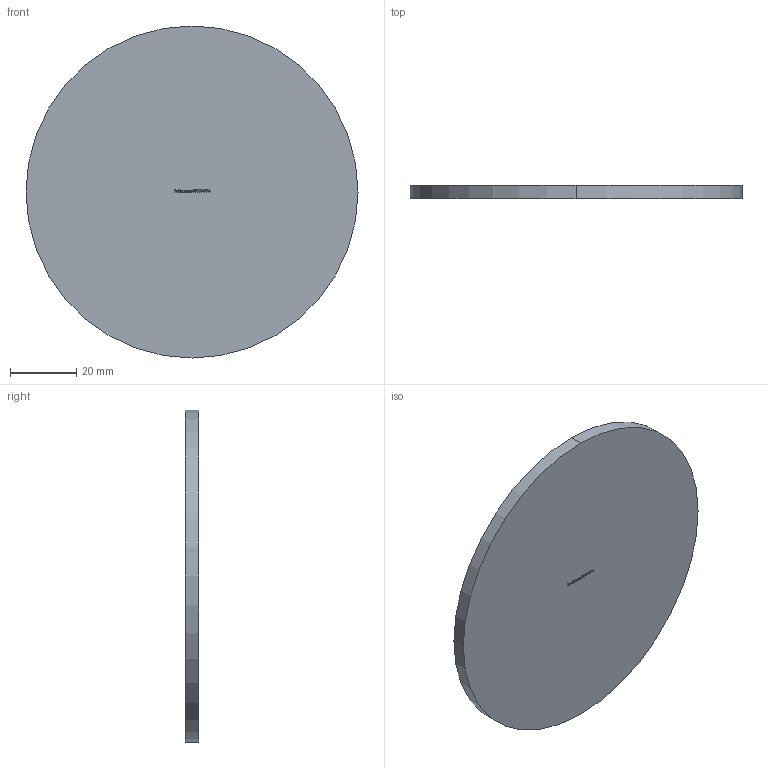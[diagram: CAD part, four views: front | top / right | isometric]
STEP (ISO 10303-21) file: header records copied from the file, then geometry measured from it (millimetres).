
FILE_DESCRIPTION (( 'STEP AP203' ), '1' );
FILE_NAME ('53100-ST-4.step', '2019-04-03T11:39:47', ( '' ), ( '' ), 'SwSTEP 2.0', 'SolidWorks 2015', '' );
FILE_SCHEMA (( 'CONFIG_CONTROL_DESIGN' ));
Length unit declared in the file: millimetre
Products named in the file (1): 53100-ST-4
Bounding box: 100 x 4 x 100 mm (x, y, z)
Volume: 31415.7 mm3; surface area: 16970.2 mm2
Topology: 1 solids, 1 shells, 231 faces, 615 edges, 410 vertices
Faces by surface type: plane 126, bspline 103, cylinder 2
Entity records: 12660 total; most frequent: CARTESIAN_POINT 7528, ORIENTED_EDGE 1230, DIRECTION 671, EDGE_CURVE 615, VERTEX_POINT 410, LINE 405, VECTOR 405, EDGE_LOOP 255
